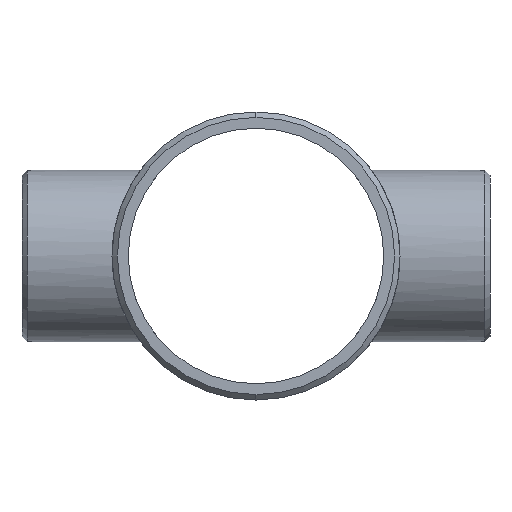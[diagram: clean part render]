
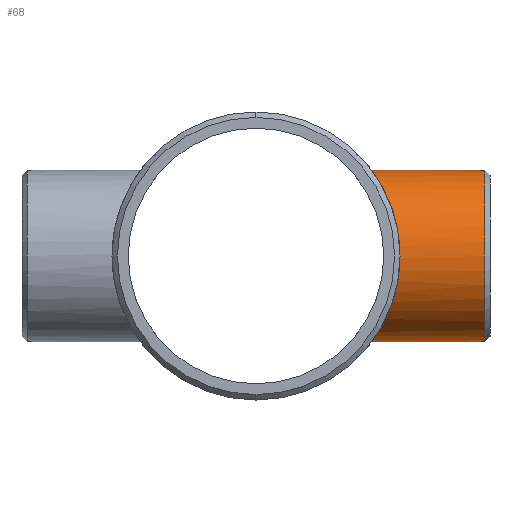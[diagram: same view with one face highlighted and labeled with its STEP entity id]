
A CAD part, left-side view. The second image highlights one B-rep face of the part: STEP entity #68.
In plain terms, the highlighted cylindrical face has radius 30.226 mm (diameter 60.452 mm), a partial arc.
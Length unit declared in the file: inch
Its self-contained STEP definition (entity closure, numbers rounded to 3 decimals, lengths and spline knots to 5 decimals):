
#10 = CARTESIAN_POINT ( 'NONE',  ( -0.42648, -1.66271, 1.11163 ) ) ;
#17 = CARTESIAN_POINT ( 'NONE',  ( -0.53251, -1.69306, 1.0649 ) ) ;
#39 = CARTESIAN_POINT ( 'NONE',  ( -1.14848, -1.97555, -0.31414 ) ) ;
#44 = CARTESIAN_POINT ( 'NONE',  ( -0.38894, -1.65374, -1.12482 ) ) ;
#52 = CARTESIAN_POINT ( 'NONE',  ( -0.99626, -1.89112, -0.6511 ) ) ;
#54 = LINE ( 'NONE', #451, #251 ) ;
#56 = VERTEX_POINT ( 'NONE', #1135 ) ;
#68 = ADVANCED_FACE ( 'NONE', ( #654 ), #664, .T. ) ;
#89 = DIRECTION ( 'NONE',  ( 0., 0., -1. ) ) ;
#100 = VERTEX_POINT ( 'NONE', #829 ) ;
#101 = CARTESIAN_POINT ( 'NONE',  ( -1.15832, -1.98131, -0.2756 ) ) ;
#106 = CARTESIAN_POINT ( 'NONE',  ( -0.96481, -1.87468, 0.69764 ) ) ;
#135 = CARTESIAN_POINT ( 'NONE',  ( -0.81284, -1.80112, -0.86996 ) ) ;
#143 = CARTESIAN_POINT ( 'NONE',  ( -1.06562, -1.92842, 0.53541 ) ) ;
#164 = CARTESIAN_POINT ( 'NONE',  ( -0.31428, -1.63778, 1.14792 ) ) ;
#173 = EDGE_CURVE ( 'NONE', #100, #56, #1080, .T. ) ;
#200 = CARTESIAN_POINT ( 'NONE',  ( -1.11126, -1.95413, 0.42747 ) ) ;
#222 = CARTESIAN_POINT ( 'NONE',  ( -0.69456, -1.75103, -0.96646 ) ) ;
#227 = CARTESIAN_POINT ( 'NONE',  ( -1.15809, -1.98117, 0.27653 ) ) ;
#234 = CARTESIAN_POINT ( 'NONE',  ( -1.00675, -1.89667, -0.63476 ) ) ;
#235 = AXIS2_PLACEMENT_3D ( 'NONE', #561, #565, #89 ) ;
#237 = DIRECTION ( 'NONE',  ( 0., 1., 0. ) ) ;
#242 = CARTESIAN_POINT ( 'NONE',  ( -0.53308, -1.69215, -1.06673 ) ) ;
#245 = EDGE_LOOP ( 'NONE', ( #625, #1047, #663, #377 ) ) ;
#251 = VECTOR ( 'NONE', #237, 39.37008 ) ;
#289 = CARTESIAN_POINT ( 'NONE',  ( -0.31369, -1.63736, -1.14859 ) ) ;
#315 = CARTESIAN_POINT ( 'NONE',  ( -1.11141, -1.95422, -0.42706 ) ) ;
#317 = CARTESIAN_POINT ( 'NONE',  ( 0., -3.17467, 1.19 ) ) ;
#322 = CARTESIAN_POINT ( 'NONE',  ( -0.63321, -1.72742, 1.00827 ) ) ;
#331 = CARTESIAN_POINT ( 'NONE',  ( -0.89351, -1.83847, -0.78962 ) ) ;
#338 = CARTESIAN_POINT ( 'NONE',  ( -0.72518, -1.7634, -0.94371 ) ) ;
#377 = ORIENTED_EDGE ( 'NONE', *, *, #173, .F. ) ;
#388 = CARTESIAN_POINT ( 'NONE',  ( -0.60015, -1.71553, 1.0283 ) ) ;
#393 = CARTESIAN_POINT ( 'NONE',  ( -1.0365, -1.91264, -0.58493 ) ) ;
#398 = DIRECTION ( 'NONE',  ( 0., 0., -1. ) ) ;
#404 = DIRECTION ( 'NONE',  ( 0., 1., 0. ) ) ;
#415 = CARTESIAN_POINT ( 'NONE',  ( -0.37018, -1.64942, -1.13113 ) ) ;
#421 = CARTESIAN_POINT ( 'NONE',  ( -0.10022, -1.61045, -1.18594 ) ) ;
#428 = CARTESIAN_POINT ( 'NONE',  ( -0.49779, -1.68242, 1.08157 ) ) ;
#451 = CARTESIAN_POINT ( 'NONE',  ( 0., -3.25, 1.19 ) ) ;
#480 = CARTESIAN_POINT ( 'NONE',  ( -0.19847, -1.61921, -1.17399 ) ) ;
#485 = CARTESIAN_POINT ( 'NONE',  ( -1.06421, -1.92775, -0.53391 ) ) ;
#508 = CARTESIAN_POINT ( 'NONE',  ( -1.08105, -1.93711, -0.49895 ) ) ;
#519 = CARTESIAN_POINT ( 'NONE',  ( -1.14832, -1.97546, 0.31468 ) ) ;
#526 = CARTESIAN_POINT ( 'NONE',  ( -1.12494, -1.96196, -0.39013 ) ) ;
#546 = CARTESIAN_POINT ( 'NONE',  ( -0.33339, -1.64156, 1.14251 ) ) ;
#559 = VECTOR ( 'NONE', #880, 39.37008 ) ;
#561 = CARTESIAN_POINT ( 'NONE',  ( 0., -3.25, 0. ) ) ;
#565 = DIRECTION ( 'NONE',  ( 0., 1., 0. ) ) ;
#582 = CARTESIAN_POINT ( 'NONE',  ( -0.94209, -1.86281, -0.73112 ) ) ;
#586 = CIRCLE ( 'NONE', #609, 1.19 ) ;
#606 = CARTESIAN_POINT ( 'NONE',  ( -0.42576, -1.66278, -1.1114 ) ) ;
#609 = AXIS2_PLACEMENT_3D ( 'NONE', #807, #404, #398 ) ;
#613 = CARTESIAN_POINT ( 'NONE',  ( -1.02686, -1.90742, -0.60169 ) ) ;
#622 = CARTESIAN_POINT ( 'NONE',  ( -0.89272, -1.83868, 0.78709 ) ) ;
#625 = ORIENTED_EDGE ( 'NONE', *, *, #1105, .T. ) ;
#654 = FACE_OUTER_BOUND ( 'NONE', #245, .T. ) ;
#663 = ORIENTED_EDGE ( 'NONE', *, *, #1175, .T. ) ;
#664 = CYLINDRICAL_SURFACE ( 'NONE', #235, 1.19 ) ;
#674 = CARTESIAN_POINT ( 'NONE',  ( -0.27559, -1.63046, -1.15832 ) ) ;
#697 = CARTESIAN_POINT ( 'NONE',  ( -0.02017, -1.60745, -1.19 ) ) ;
#701 = B_SPLINE_CURVE_WITH_KNOTS ( 'NONE', 3,
 ( #1119, #839, #1006, #1220, #1020, #164, #546, #930, #10, #428, #17, #388, #322, #1191, #1001, #705, #805, #622, #991, #1155, #106, #1184, #143, #200, #1176, #519, #227, #911, #768, #1200, #791, #101, #39, #526, #315, #508, #485, #393, #613, #234, #52, #582, #331, #135, #813, #904, #338, #222, #718, #1107, #242, #965, #606, #44, #415, #289, #674, #480, #1059, #421, #864, #872, #697, #1083 ),
 .UNSPECIFIED., .F., .F.,
 ( 4, 2, 2, 2, 2, 2, 2, 2, 2, 2, 2, 2, 2, 2, 2, 2, 2, 2, 2, 2, 2, 2, 2, 2, 2, 2, 2, 2, 2, 2, 2, 4 ),
 ( 0.09689, 0.10293, 0.10444, 0.10595, 0.10897, 0.112, 0.11502, 0.12106, 0.12257, 0.12408, 0.12711, 0.13315, 0.13617, 0.13919, 0.14524, 0.15128, 0.15431, 0.15733, 0.16035, 0.16186, 0.16337, 0.16942, 0.17244, 0.17395, 0.17546, 0.1815, 0.18302, 0.18453, 0.18755, 0.19057, 0.19208, 0.19359 ),
 .UNSPECIFIED. ) ;
#705 = CARTESIAN_POINT ( 'NONE',  ( -0.85387, -1.82012, 0.82908 ) ) ;
#718 = CARTESIAN_POINT ( 'NONE',  ( -0.67901, -1.74492, -0.97745 ) ) ;
#768 = CARTESIAN_POINT ( 'NONE',  ( -1.18994, -1.99996, 0.08171 ) ) ;
#791 = CARTESIAN_POINT ( 'NONE',  ( -1.18198, -1.9952, -0.15908 ) ) ;
#805 = CARTESIAN_POINT ( 'NONE',  ( -0.86702, -1.82633, 0.81532 ) ) ;
#807 = CARTESIAN_POINT ( 'NONE',  ( 0., -3.17467, 0. ) ) ;
#813 = CARTESIAN_POINT ( 'NONE',  ( -0.78465, -1.78853, -0.89548 ) ) ;
#829 = CARTESIAN_POINT ( 'NONE',  ( 0., -3.17467, -1.19 ) ) ;
#832 = CARTESIAN_POINT ( 'NONE',  ( 0., -1.60745, 1.19 ) ) ;
#839 = CARTESIAN_POINT ( 'NONE',  ( -0.08077, -1.60745, 1.19 ) ) ;
#848 = VERTEX_POINT ( 'NONE', #832 ) ;
#864 = CARTESIAN_POINT ( 'NONE',  ( -0.08035, -1.60933, -1.18745 ) ) ;
#872 = CARTESIAN_POINT ( 'NONE',  ( -0.04036, -1.60783, -1.18948 ) ) ;
#873 = CARTESIAN_POINT ( 'NONE',  ( 0., -3.25, -1.19 ) ) ;
#880 = DIRECTION ( 'NONE',  ( 0., 1., 0. ) ) ;
#904 = CARTESIAN_POINT ( 'NONE',  ( -0.74028, -1.76967, -0.93191 ) ) ;
#911 = CARTESIAN_POINT ( 'NONE',  ( -1.18172, -1.99504, 0.16076 ) ) ;
#920 = EDGE_CURVE ( 'NONE', #1104, #848, #54, .T. ) ;
#930 = CARTESIAN_POINT ( 'NONE',  ( -0.38987, -1.65365, 1.12501 ) ) ;
#965 = CARTESIAN_POINT ( 'NONE',  ( -0.44388, -1.66752, -1.10429 ) ) ;
#991 = CARTESIAN_POINT ( 'NONE',  ( -0.90532, -1.84483, 0.77258 ) ) ;
#1001 = CARTESIAN_POINT ( 'NONE',  ( -0.78668, -1.78899, 0.89611 ) ) ;
#1006 = CARTESIAN_POINT ( 'NONE',  ( -0.15989, -1.61357, 1.18185 ) ) ;
#1020 = CARTESIAN_POINT ( 'NONE',  ( -0.27596, -1.63086, 1.15773 ) ) ;
#1047 = ORIENTED_EDGE ( 'NONE', *, *, #920, .T. ) ;
#1059 = CARTESIAN_POINT ( 'NONE',  ( -0.15946, -1.61486, -1.17994 ) ) ;
#1080 = LINE ( 'NONE', #873, #559 ) ;
#1083 = CARTESIAN_POINT ( 'NONE',  ( 0., -1.60745, -1.19 ) ) ;
#1104 = VERTEX_POINT ( 'NONE', #317 ) ;
#1105 = EDGE_CURVE ( 'NONE', #100, #1104, #586, .T. ) ;
#1107 = CARTESIAN_POINT ( 'NONE',  ( -0.60006, -1.71481, -1.03045 ) ) ;
#1119 = CARTESIAN_POINT ( 'NONE',  ( 0., -1.60745, 1.19 ) ) ;
#1135 = CARTESIAN_POINT ( 'NONE',  ( 0., -1.60745, -1.19 ) ) ;
#1155 = CARTESIAN_POINT ( 'NONE',  ( -0.94194, -1.86298, 0.72823 ) ) ;
#1175 = EDGE_CURVE ( 'NONE', #848, #56, #701, .T. ) ;
#1176 = CARTESIAN_POINT ( 'NONE',  ( -1.12494, -1.96196, 0.39008 ) ) ;
#1184 = CARTESIAN_POINT ( 'NONE',  ( -1.02888, -1.90818, 0.60277 ) ) ;
#1191 = CARTESIAN_POINT ( 'NONE',  ( -0.72831, -1.76377, 0.9442 ) ) ;
#1200 = CARTESIAN_POINT ( 'NONE',  ( -1.19006, -2.00004, -0.07989 ) ) ;
#1220 = CARTESIAN_POINT ( 'NONE',  ( -0.2567, -1.62771, 1.16215 ) ) ;
